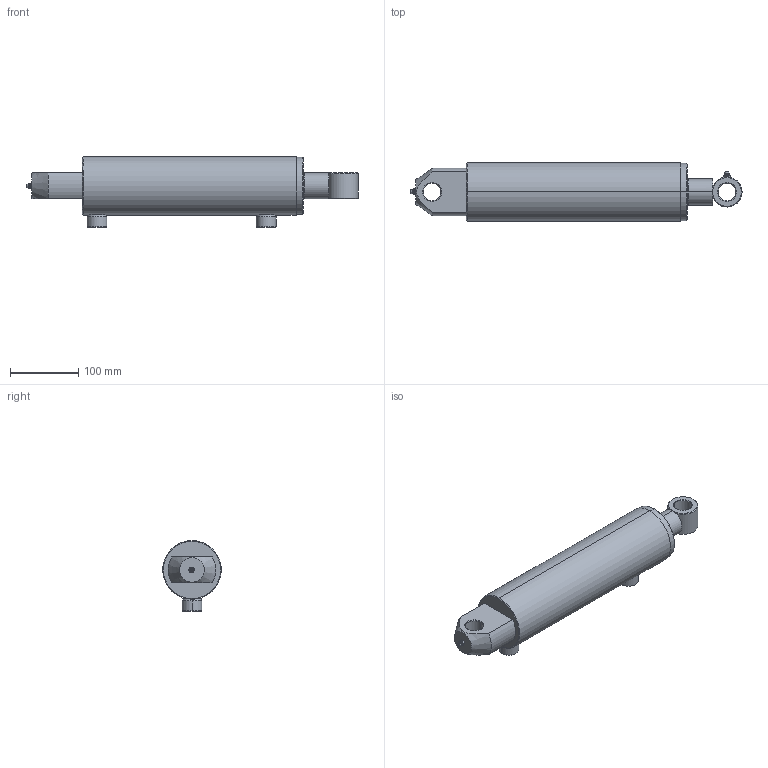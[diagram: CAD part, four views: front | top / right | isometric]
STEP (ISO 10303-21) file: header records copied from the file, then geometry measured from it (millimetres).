
FILE_DESCRIPTION (( 'STEP AP214' ), '1' );
FILE_NAME ('WTG-3x8.STEP', '2023-07-06T08:46:27', ( '' ), ( '' ), 'SwSTEP 2.0', 'SolidWorks 2014', '' );
FILE_SCHEMA (( 'AUTOMOTIVE_DESIGN' ));
Length unit declared in the file: millimetre
Products named in the file (4): Bore; Zerk M6; WTG-3x8; ROD
Assembly tree (4 placements, depth 2):
  WTG-3x8
    Bore
    ROD
    Zerk M6  x2
Bounding box: 486 x 85.7 x 103.7 mm (x, y, z)
Volume: 1378362.5 mm3; surface area: 259995.2 mm2
Topology: 4 solids, 4 shells, 149 faces, 374 edges, 232 vertices
Faces by surface type: cone 60, plane 42, cylinder 39, bspline 8
Entity records: 6007 total; most frequent: CARTESIAN_POINT 2564, ORIENTED_EDGE 652, DIRECTION 641, EDGE_CURVE 326, AXIS2_PLACEMENT_3D 260, VERTEX_POINT 200, EDGE_LOOP 146, CIRCLE 129
